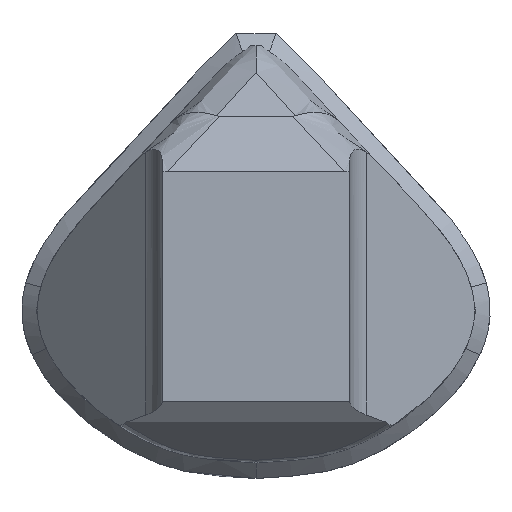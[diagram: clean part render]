
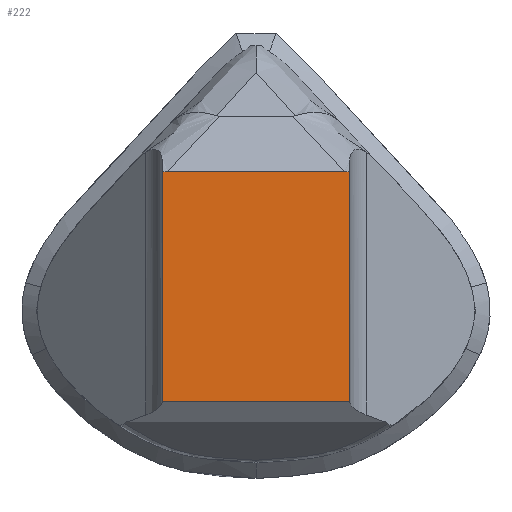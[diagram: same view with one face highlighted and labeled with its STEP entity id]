
A CAD part, top view. The second image highlights one B-rep face of the part: STEP entity #222.
In plain terms, the highlighted planar face has unit normal (0, 0, 1).
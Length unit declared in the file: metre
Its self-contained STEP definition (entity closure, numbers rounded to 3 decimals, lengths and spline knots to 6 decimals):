
#222 = ADVANCED_FACE( '', ( #509 ), #510, .T. );
#509 = FACE_OUTER_BOUND( '', #3698, .T. );
#510 = PLANE( '', #3699 );
#3698 = EDGE_LOOP( '', ( #8399, #8400, #8401, #8402, #8403, #8404 ) );
#3699 = AXIS2_PLACEMENT_3D( '', #8405, #8406, #8407 );
#8399 = ORIENTED_EDGE( '', *, *, #9774, .F. );
#8400 = ORIENTED_EDGE( '', *, *, #9614, .T. );
#8401 = ORIENTED_EDGE( '', *, *, #9775, .F. );
#8402 = ORIENTED_EDGE( '', *, *, #9776, .T. );
#8403 = ORIENTED_EDGE( '', *, *, #9777, .T. );
#8404 = ORIENTED_EDGE( '', *, *, #9604, .T. );
#8405 = CARTESIAN_POINT( '', ( -0.0475, -0.003557, 0.054175 ) );
#8406 = DIRECTION( '', ( 0., 0., 1. ) );
#8407 = DIRECTION( '', ( 1., 0., 0. ) );
#9604 = EDGE_CURVE( '', #10077, #10075, #10078, .T. );
#9614 = EDGE_CURVE( '', #10084, #10093, #10095, .T. );
#9774 = EDGE_CURVE( '', #10084, #10075, #10333, .T. );
#9775 = EDGE_CURVE( '', #10334, #10093, #10335, .T. );
#9776 = EDGE_CURVE( '', #10334, #10336, #10337, .T. );
#9777 = EDGE_CURVE( '', #10336, #10077, #10338, .T. );
#10075 = VERTEX_POINT( '', #11336 );
#10077 = VERTEX_POINT( '', #11359 );
#10078 = B_SPLINE_CURVE_WITH_KNOTS( '', 3, ( #11360, #11361, #11362, #11363, #11364 ), .UNSPECIFIED., .F., .F., ( 4, 1, 4 ), ( 0., 0.000794, 0.001589 ), .UNSPECIFIED. );
#10084 = VERTEX_POINT( '', #11423 );
#10093 = VERTEX_POINT( '', #11529 );
#10095 = B_SPLINE_CURVE_WITH_KNOTS( '', 3, ( #11535, #11536, #11537, #11538, #11539 ), .UNSPECIFIED., .F., .F., ( 4, 1, 4 ), ( 0., 0.000794, 0.001589 ), .UNSPECIFIED. );
#10333 = LINE( '', #12889, #12890 );
#10334 = VERTEX_POINT( '', #12891 );
#10335 = LINE( '', #12892, #12893 );
#10336 = VERTEX_POINT( '', #12894 );
#10337 = LINE( '', #12895, #12896 );
#10338 = LINE( '', #12897, #12898 );
#11336 = CARTESIAN_POINT( '', ( 0.028374, 0.033257, 0.054175 ) );
#11359 = CARTESIAN_POINT( '', ( 0.029962, 0.033199, 0.054175 ) );
#11360 = CARTESIAN_POINT( '', ( 0.029962, 0.033199, 0.054175 ) );
#11361 = CARTESIAN_POINT( '', ( 0.029698, 0.033218, 0.054175 ) );
#11362 = CARTESIAN_POINT( '', ( 0.029169, 0.033247, 0.054175 ) );
#11363 = CARTESIAN_POINT( '', ( 0.028639, 0.033257, 0.054175 ) );
#11364 = CARTESIAN_POINT( '', ( 0.028374, 0.033257, 0.054175 ) );
#11423 = CARTESIAN_POINT( '', ( -0.028374, 0.033257, 0.054175 ) );
#11529 = CARTESIAN_POINT( '', ( -0.029962, 0.033199, 0.054175 ) );
#11535 = CARTESIAN_POINT( '', ( -0.028374, 0.033257, 0.054175 ) );
#11536 = CARTESIAN_POINT( '', ( -0.028639, 0.033257, 0.054175 ) );
#11537 = CARTESIAN_POINT( '', ( -0.029169, 0.033247, 0.054175 ) );
#11538 = CARTESIAN_POINT( '', ( -0.029698, 0.033218, 0.054175 ) );
#11539 = CARTESIAN_POINT( '', ( -0.029962, 0.033199, 0.054175 ) );
#12889 = CARTESIAN_POINT( '', ( -0.0475, 0.033257, 0.054175 ) );
#12890 = VECTOR( '', #14126, 1. );
#12891 = CARTESIAN_POINT( '', ( -0.029962, -0.04037, 0.054175 ) );
#12892 = CARTESIAN_POINT( '', ( -0.029962, 0.0725, 0.054175 ) );
#12893 = VECTOR( '', #14127, 1. );
#12894 = CARTESIAN_POINT( '', ( 0.029962, -0.04037, 0.054175 ) );
#12895 = CARTESIAN_POINT( '', ( -0.0475, -0.04037, 0.054175 ) );
#12896 = VECTOR( '', #14128, 1. );
#12897 = CARTESIAN_POINT( '', ( 0.029962, 0.0725, 0.054175 ) );
#12898 = VECTOR( '', #14129, 1. );
#14126 = DIRECTION( '', ( 1., 0., 0. ) );
#14127 = DIRECTION( '', ( 0., 1., 0. ) );
#14128 = DIRECTION( '', ( 1., 0., 0. ) );
#14129 = DIRECTION( '', ( 0., 1., 0. ) );
